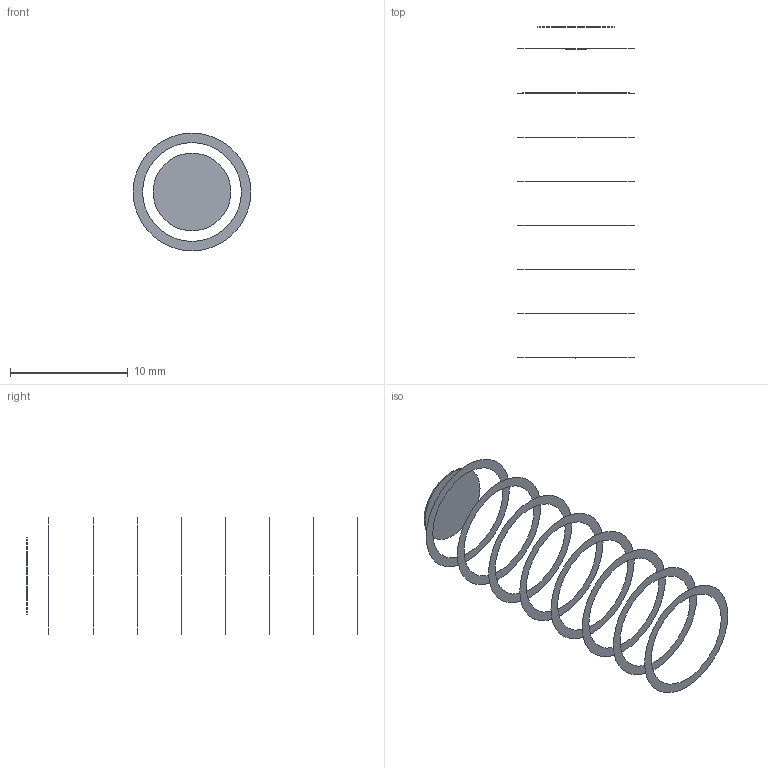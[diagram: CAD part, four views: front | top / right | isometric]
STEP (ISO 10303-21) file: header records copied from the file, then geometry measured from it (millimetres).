
FILE_DESCRIPTION (( 'STEP AP214' ), '1' );
FILE_NAME ('sam-bellow_e.STEP', '2020-06-29T06:20:25', ( '' ), ( '' ), 'SwSTEP 2.0', 'SolidWorks 2019', '' );
FILE_SCHEMA (( 'AUTOMOTIVE_DESIGN' ));
Length unit declared in the file: millimetre
Products named in the file (1): sam-bellow_e
Bounding box: 10 x 28.19 x 10 mm (x, y, z)
Surface area: 253.4 mm2 (no closed solid volume)
Topology: 0 solids, 10 shells, 10 faces, 36 edges, 36 vertices
Faces by surface type: plane 10
Entity records: 460 total; most frequent: DIRECTION 94, CARTESIAN_POINT 83, AXIS2_PLACEMENT_3D 47, CIRCLE 36, EDGE_CURVE 36, VERTEX_POINT 36, ORIENTED_EDGE 36, EDGE_LOOP 18
